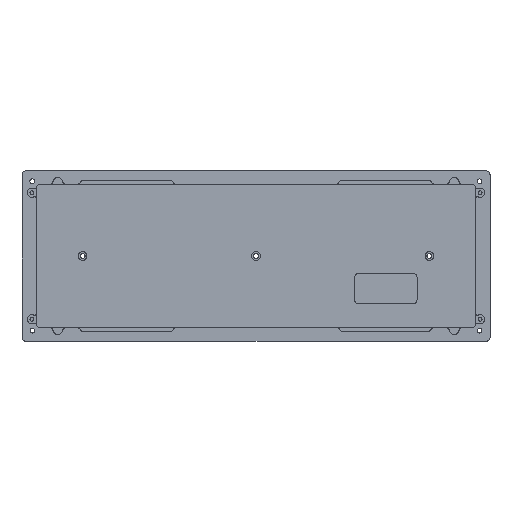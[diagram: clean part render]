
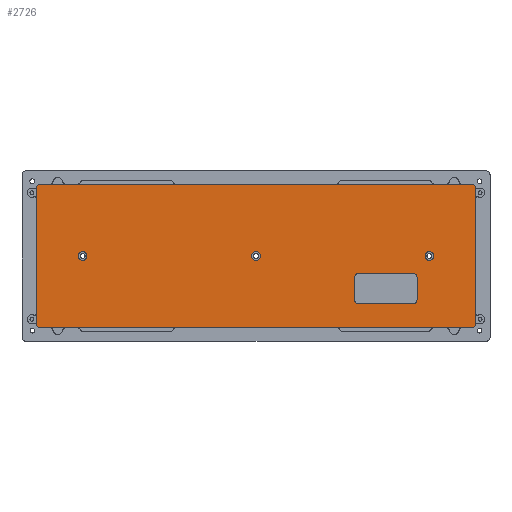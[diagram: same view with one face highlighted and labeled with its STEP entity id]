
A CAD part, top view. The second image highlights one B-rep face of the part: STEP entity #2726.
In plain terms, the highlighted planar face has unit normal (0, 0, 1).
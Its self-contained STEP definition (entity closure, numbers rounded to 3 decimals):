
#61=FACE_BOUND('',#485,.T.);
#62=FACE_BOUND('',#486,.T.);
#63=FACE_BOUND('',#487,.T.);
#64=FACE_BOUND('',#488,.T.);
#81=B_SPLINE_CURVE_WITH_KNOTS('',3,(#4333,#4334,#4335,#4336),
 .UNSPECIFIED.,.F.,.F.,(4,4),(-2.9,-2.057),
 .UNSPECIFIED.);
#206=PLANE('',#3017);
#309=FACE_OUTER_BOUND('',#484,.T.);
#484=EDGE_LOOP('',(#2168,#2169,#2170,#2171,#2172,#2173,#2174,#2175,#2176,
#2177,#2178,#2179));
#485=EDGE_LOOP('',(#2180));
#486=EDGE_LOOP('',(#2181));
#487=EDGE_LOOP('',(#2182));
#488=EDGE_LOOP('',(#2183,#2184,#2185,#2186,#2187,#2188,#2189,#2190));
#625=LINE('',#4033,#793);
#632=LINE('',#4051,#800);
#636=LINE('',#4067,#804);
#681=LINE('',#4215,#849);
#694=LINE('',#4256,#862);
#705=LINE('',#4331,#873);
#706=LINE('',#4337,#874);
#707=LINE('',#4341,#875);
#708=LINE('',#4345,#876);
#709=LINE('',#4349,#877);
#710=LINE('',#4353,#878);
#793=VECTOR('',#3242,10.);
#800=VECTOR('',#3259,10.);
#804=VECTOR('',#3271,10.);
#849=VECTOR('',#3452,10.);
#862=VECTOR('',#3497,10.);
#873=VECTOR('',#3594,10.);
#874=VECTOR('',#3595,10.);
#875=VECTOR('',#3598,10.);
#876=VECTOR('',#3601,10.);
#877=VECTOR('',#3604,10.);
#878=VECTOR('',#3607,10.);
#1009=CIRCLE('',#2958,2.);
#1017=CIRCLE('',#2974,2.);
#1029=CIRCLE('',#2997,2.4);
#1032=CIRCLE('',#3002,2.4);
#1035=CIRCLE('',#3007,2.4);
#1041=CIRCLE('',#3018,2.);
#1042=CIRCLE('',#3019,2.);
#1043=CIRCLE('',#3020,2.);
#1044=CIRCLE('',#3021,2.);
#1045=CIRCLE('',#3022,2.);
#1046=CIRCLE('',#3023,2.);
#1150=VERTEX_POINT('',#4030);
#1151=VERTEX_POINT('',#4032);
#1156=VERTEX_POINT('',#4048);
#1157=VERTEX_POINT('',#4050);
#1164=VERTEX_POINT('',#4064);
#1165=VERTEX_POINT('',#4066);
#1196=VERTEX_POINT('',#4202);
#1200=VERTEX_POINT('',#4213);
#1208=VERTEX_POINT('',#4243);
#1212=VERTEX_POINT('',#4254);
#1221=VERTEX_POINT('',#4290);
#1224=VERTEX_POINT('',#4299);
#1227=VERTEX_POINT('',#4308);
#1233=VERTEX_POINT('',#4330);
#1234=VERTEX_POINT('',#4332);
#1235=VERTEX_POINT('',#4339);
#1236=VERTEX_POINT('',#4340);
#1237=VERTEX_POINT('',#4342);
#1238=VERTEX_POINT('',#4344);
#1239=VERTEX_POINT('',#4346);
#1240=VERTEX_POINT('',#4348);
#1241=VERTEX_POINT('',#4350);
#1242=VERTEX_POINT('',#4352);
#1422=EDGE_CURVE('',#1150,#1151,#625,.T.);
#1431=EDGE_CURVE('',#1156,#1157,#632,.T.);
#1439=EDGE_CURVE('',#1164,#1165,#636,.T.);
#1506=EDGE_CURVE('',#1156,#1196,#1009,.T.);
#1512=EDGE_CURVE('',#1200,#1196,#681,.F.);
#1527=EDGE_CURVE('',#1150,#1208,#1017,.T.);
#1533=EDGE_CURVE('',#1212,#1208,#694,.F.);
#1549=EDGE_CURVE('',#1221,#1221,#1029,.T.);
#1553=EDGE_CURVE('',#1224,#1224,#1032,.T.);
#1557=EDGE_CURVE('',#1227,#1227,#1035,.T.);
#1567=EDGE_CURVE('',#1212,#1165,#1041,.T.);
#1568=EDGE_CURVE('',#1233,#1164,#705,.T.);
#1569=EDGE_CURVE('',#1234,#1233,#81,.T.);
#1570=EDGE_CURVE('',#1157,#1234,#706,.T.);
#1571=EDGE_CURVE('',#1200,#1151,#1042,.T.);
#1572=EDGE_CURVE('',#1235,#1236,#707,.F.);
#1573=EDGE_CURVE('',#1237,#1236,#1043,.T.);
#1574=EDGE_CURVE('',#1237,#1238,#708,.F.);
#1575=EDGE_CURVE('',#1239,#1238,#1044,.T.);
#1576=EDGE_CURVE('',#1239,#1240,#709,.F.);
#1577=EDGE_CURVE('',#1241,#1240,#1045,.T.);
#1578=EDGE_CURVE('',#1241,#1242,#710,.F.);
#1579=EDGE_CURVE('',#1235,#1242,#1046,.T.);
#2168=ORIENTED_EDGE('',*,*,#1527,.T.);
#2169=ORIENTED_EDGE('',*,*,#1533,.F.);
#2170=ORIENTED_EDGE('',*,*,#1567,.T.);
#2171=ORIENTED_EDGE('',*,*,#1439,.F.);
#2172=ORIENTED_EDGE('',*,*,#1568,.F.);
#2173=ORIENTED_EDGE('',*,*,#1569,.F.);
#2174=ORIENTED_EDGE('',*,*,#1570,.F.);
#2175=ORIENTED_EDGE('',*,*,#1431,.F.);
#2176=ORIENTED_EDGE('',*,*,#1506,.T.);
#2177=ORIENTED_EDGE('',*,*,#1512,.F.);
#2178=ORIENTED_EDGE('',*,*,#1571,.T.);
#2179=ORIENTED_EDGE('',*,*,#1422,.F.);
#2180=ORIENTED_EDGE('',*,*,#1549,.T.);
#2181=ORIENTED_EDGE('',*,*,#1553,.T.);
#2182=ORIENTED_EDGE('',*,*,#1557,.T.);
#2183=ORIENTED_EDGE('',*,*,#1572,.T.);
#2184=ORIENTED_EDGE('',*,*,#1573,.F.);
#2185=ORIENTED_EDGE('',*,*,#1574,.T.);
#2186=ORIENTED_EDGE('',*,*,#1575,.F.);
#2187=ORIENTED_EDGE('',*,*,#1576,.T.);
#2188=ORIENTED_EDGE('',*,*,#1577,.F.);
#2189=ORIENTED_EDGE('',*,*,#1578,.T.);
#2190=ORIENTED_EDGE('',*,*,#1579,.F.);
#2726=ADVANCED_FACE('',(#309,#61,#62,#63,#64),#206,.F.);
#2958=AXIS2_PLACEMENT_3D('',#4204,#3443,#3444);
#2974=AXIS2_PLACEMENT_3D('',#4245,#3488,#3489);
#2997=AXIS2_PLACEMENT_3D('',#4291,#3544,#3545);
#3002=AXIS2_PLACEMENT_3D('',#4300,#3555,#3556);
#3007=AXIS2_PLACEMENT_3D('',#4309,#3566,#3567);
#3017=AXIS2_PLACEMENT_3D('',#4328,#3590,#3591);
#3018=AXIS2_PLACEMENT_3D('',#4329,#3592,#3593);
#3019=AXIS2_PLACEMENT_3D('',#4338,#3596,#3597);
#3020=AXIS2_PLACEMENT_3D('',#4343,#3599,#3600);
#3021=AXIS2_PLACEMENT_3D('',#4347,#3602,#3603);
#3022=AXIS2_PLACEMENT_3D('',#4351,#3605,#3606);
#3023=AXIS2_PLACEMENT_3D('',#4354,#3608,#3609);
#3242=DIRECTION('',(-1.,0.,0.));
#3259=DIRECTION('',(1.,0.,0.));
#3271=DIRECTION('',(1.,0.,0.));
#3443=DIRECTION('center_axis',(0.,0.,1.));
#3444=DIRECTION('ref_axis',(-0.707,0.707,0.));
#3452=DIRECTION('',(0.,-1.,0.));
#3488=DIRECTION('center_axis',(0.,0.,1.));
#3489=DIRECTION('ref_axis',(0.707,-0.707,0.));
#3497=DIRECTION('',(0.,1.,0.));
#3544=DIRECTION('center_axis',(0.,0.,-1.));
#3545=DIRECTION('ref_axis',(-1.,0.,0.));
#3555=DIRECTION('center_axis',(0.,0.,-1.));
#3556=DIRECTION('ref_axis',(-1.,0.,0.));
#3566=DIRECTION('center_axis',(0.,0.,-1.));
#3567=DIRECTION('ref_axis',(-1.,0.,0.));
#3590=DIRECTION('center_axis',(0.,0.,-1.));
#3591=DIRECTION('ref_axis',(-1.,0.,0.));
#3592=DIRECTION('center_axis',(0.,0.,1.));
#3593=DIRECTION('ref_axis',(0.707,0.707,0.));
#3594=DIRECTION('',(0.,-1.,0.));
#3595=DIRECTION('',(0.,1.,0.));
#3596=DIRECTION('center_axis',(0.,0.,1.));
#3597=DIRECTION('ref_axis',(-0.707,-0.707,0.));
#3598=DIRECTION('',(0.,-1.,0.));
#3599=DIRECTION('center_axis',(0.,0.,1.));
#3600=DIRECTION('ref_axis',(-0.707,0.707,0.));
#3601=DIRECTION('',(-1.,0.,0.));
#3602=DIRECTION('center_axis',(0.,0.,1.));
#3603=DIRECTION('ref_axis',(0.707,0.707,0.));
#3604=DIRECTION('',(0.,1.,0.));
#3605=DIRECTION('center_axis',(0.,0.,1.));
#3606=DIRECTION('ref_axis',(0.707,-0.707,0.));
#3607=DIRECTION('',(1.,0.,0.));
#3608=DIRECTION('center_axis',(0.,0.,1.));
#3609=DIRECTION('ref_axis',(-0.707,-0.707,0.));
#4030=CARTESIAN_POINT('',(242.388,-78.2,-9.26));
#4032=CARTESIAN_POINT('',(0.5,-78.2,-9.26));
#4033=CARTESIAN_POINT('',(186.166,-78.2,-9.26));
#4048=CARTESIAN_POINT('',(0.5,2.,-9.26));
#4050=CARTESIAN_POINT('',(209.018,2.,-9.26));
#4051=CARTESIAN_POINT('',(56.722,2.,-9.26));
#4064=CARTESIAN_POINT('',(217.448,2.,-9.26));
#4066=CARTESIAN_POINT('',(242.388,2.,-9.26));
#4067=CARTESIAN_POINT('',(56.445,2.,-9.26));
#4202=CARTESIAN_POINT('',(-1.5,0.,-9.26));
#4204=CARTESIAN_POINT('Origin',(0.5,0.,
-9.26));
#4213=CARTESIAN_POINT('',(-1.5,-76.2,-9.26));
#4215=CARTESIAN_POINT('',(-1.5,-59.921,-9.26));
#4243=CARTESIAN_POINT('',(244.388,-76.2,-9.26));
#4245=CARTESIAN_POINT('Origin',(242.388,-76.2,-9.26));
#4254=CARTESIAN_POINT('',(244.388,0.,-9.26));
#4256=CARTESIAN_POINT('',(244.388,-13.821,-9.26));
#4290=CARTESIAN_POINT('',(123.844,-38.1,-9.26));
#4291=CARTESIAN_POINT('Origin',(121.444,-38.1,-9.26));
#4299=CARTESIAN_POINT('',(220.844,-38.1,-9.26));
#4300=CARTESIAN_POINT('Origin',(218.444,-38.1,-9.26));
#4308=CARTESIAN_POINT('',(26.844,-38.1,-9.26));
#4309=CARTESIAN_POINT('Origin',(24.444,-38.1,-9.26));
#4328=CARTESIAN_POINT('Origin',(120.89,-35.643,-9.26));
#4329=CARTESIAN_POINT('Origin',(242.388,0.,-9.26));
#4330=CARTESIAN_POINT('',(217.448,3.823,-9.26));
#4331=CARTESIAN_POINT('',(217.448,8.,-9.26));
#4332=CARTESIAN_POINT('',(209.018,3.823,-9.26));
#4333=CARTESIAN_POINT('Ctrl Pts',(209.018,3.823,-9.26));
#4334=CARTESIAN_POINT('Ctrl Pts',(211.832,3.823,-9.26));
#4335=CARTESIAN_POINT('Ctrl Pts',(214.634,3.823,-9.26));
#4336=CARTESIAN_POINT('Ctrl Pts',(217.448,3.823,-9.26));
#4337=CARTESIAN_POINT('',(209.018,8.,-9.26));
#4338=CARTESIAN_POINT('Origin',(0.5,-76.2,-9.26));
#4339=CARTESIAN_POINT('',(176.594,-62.706,-9.26));
#4340=CARTESIAN_POINT('',(176.594,-50.006,-9.26));
#4341=CARTESIAN_POINT('',(176.594,-49.175,-9.26));
#4342=CARTESIAN_POINT('',(178.594,-48.006,-9.26));
#4343=CARTESIAN_POINT('Origin',(178.594,-50.006,-9.26));
#4344=CARTESIAN_POINT('',(209.55,-48.006,-9.26));
#4345=CARTESIAN_POINT('',(149.742,-48.006,-9.26));
#4346=CARTESIAN_POINT('',(211.55,-50.006,-9.26));
#4347=CARTESIAN_POINT('Origin',(209.55,-50.006,-9.26));
#4348=CARTESIAN_POINT('',(211.55,-62.706,-9.26));
#4349=CARTESIAN_POINT('',(211.55,-42.825,-9.26));
#4350=CARTESIAN_POINT('',(209.55,-64.706,-9.26));
#4351=CARTESIAN_POINT('Origin',(209.55,-62.706,-9.26));
#4352=CARTESIAN_POINT('',(178.594,-64.706,-9.26));
#4353=CARTESIAN_POINT('',(165.22,-64.706,-9.26));
#4354=CARTESIAN_POINT('Origin',(178.594,-62.706,-9.26));
